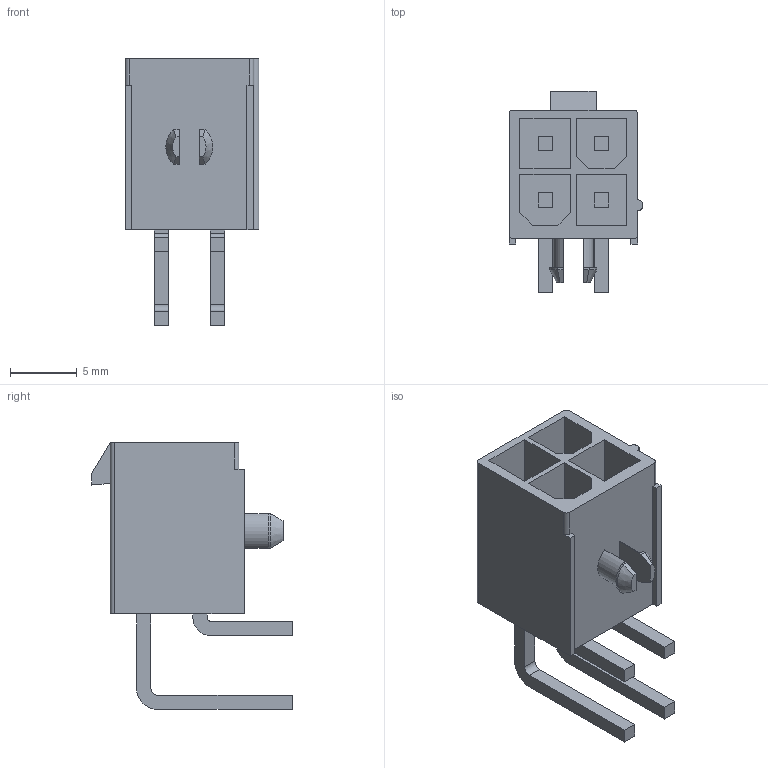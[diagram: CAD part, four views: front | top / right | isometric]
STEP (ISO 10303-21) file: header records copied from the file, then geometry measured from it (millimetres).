
FILE_DESCRIPTION((''),'2;1');
FILE_NAME('1724480004','2015-05-22T',('me'),(''),'PRO/ENGINEER BY PARAMETRIC TECHNOLOGY CORPORATION, 2011490','PRO/ENGINEER BY PARAMETRIC TECHNOLOGY CORPORATION, 2011490','');
FILE_SCHEMA(('CONFIG_CONTROL_DESIGN'));
Length unit declared in the file: millimetre
Products named in the file (1): 1724480004
Bounding box: 10 x 15 x 19.93 mm (x, y, z)
Volume: 766.6 mm3; surface area: 1543.2 mm2
Topology: 1 solids, 1 shells, 123 faces, 322 edges, 216 vertices
Faces by surface type: plane 104, cylinder 17, cone 2
Entity records: 3768 total; most frequent: CARTESIAN_POINT 658, ORIENTED_EDGE 622, DIRECTION 612, EDGE_CURVE 311, VECTOR 272, LINE 272, VERTEX_POINT 204, AXIS2_PLACEMENT_3D 170
